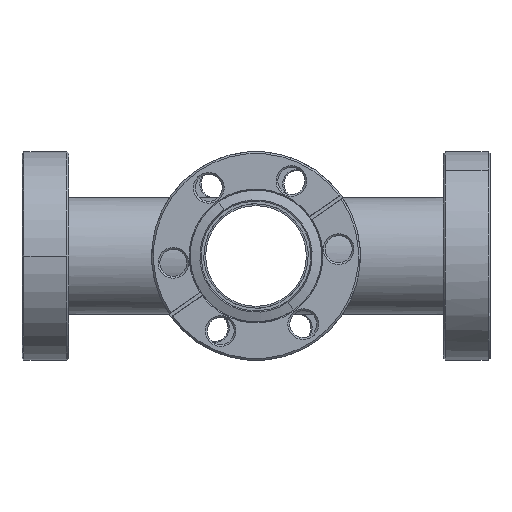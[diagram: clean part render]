
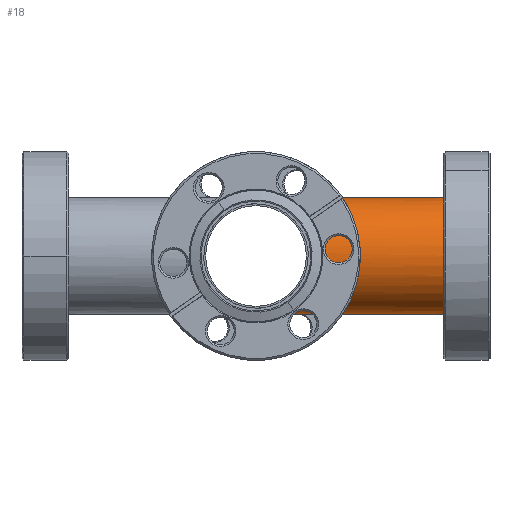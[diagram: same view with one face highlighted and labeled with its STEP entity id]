
A CAD part, left-side view. The second image highlights one B-rep face of the part: STEP entity #18.
In plain terms, the highlighted cylindrical face has radius 9.525 mm (diameter 19.05 mm), a partial arc.
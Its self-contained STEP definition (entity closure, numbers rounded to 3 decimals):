
#18 = ADVANCED_FACE ( 'NONE', ( #1926 ), #203, .T. ) ;
#25 = VECTOR ( 'NONE', #3423, 1000. ) ;
#184 = CARTESIAN_POINT ( 'NONE',  ( 0., 0., 9.525 ) ) ;
#190 = ORIENTED_EDGE ( 'NONE', *, *, #789, .T. ) ;
#202 = CARTESIAN_POINT ( 'NONE',  ( 0., 33.4, 9.525 ) ) ;
#203 = CYLINDRICAL_SURFACE ( 'NONE', #3603, 9.525 ) ;
#229 = EDGE_CURVE ( 'NONE', #2430, #3631, #2922, .T. ) ;
#554 = CARTESIAN_POINT ( 'NONE',  ( -19.05, -19.05, 9.525 ) ) ;
#789 = EDGE_CURVE ( 'NONE', #3460, #3732, #4015, .T. ) ;
#1261 = DIRECTION ( 'NONE',  ( 0., 0., -1. ) ) ;
#1278 = CARTESIAN_POINT ( 'NONE',  ( -19.05, -19.05, -9.525 ) ) ;
#1295 = CARTESIAN_POINT ( 'NONE',  ( 0., 33.4, 0. ) ) ;
#1378 = DIRECTION ( 'NONE',  ( 0., -1., 0. ) ) ;
#1417 = CARTESIAN_POINT ( 'NONE',  ( 0., -33.4, 0. ) ) ;
#1488 = CARTESIAN_POINT ( 'NONE',  ( 0., 0., -9.525 ) ) ;
#1707 = DIRECTION ( 'NONE',  ( 0., 0., 1. ) ) ;
#1711 = EDGE_CURVE ( 'NONE', #3732, #3631, #4464, .T. ) ;
#1731 =( BOUNDED_CURVE ( )  B_SPLINE_CURVE ( 3, ( #184, #554, #1278, #3822 ),
 .UNSPECIFIED., .F., .F. ) 
 B_SPLINE_CURVE_WITH_KNOTS ( ( 4, 4 ),
 ( 4.712, 7.854 ),
 .UNSPECIFIED. ) 
 CURVE ( )  GEOMETRIC_REPRESENTATION_ITEM ( )  RATIONAL_B_SPLINE_CURVE ( ( 1., 0.333, 0.333, 1. ) ) 
 REPRESENTATION_ITEM ( '' )  );
#1773 = DIRECTION ( 'NONE',  ( 0., 1., 0. ) ) ;
#1926 = FACE_OUTER_BOUND ( 'NONE', #4355, .T. ) ;
#1940 = CARTESIAN_POINT ( 'NONE',  ( 0., -33.4, 9.525 ) ) ;
#1959 = ORIENTED_EDGE ( 'NONE', *, *, #1711, .T. ) ;
#2014 = CARTESIAN_POINT ( 'NONE',  ( 0., -33.4, -9.525 ) ) ;
#2299 = AXIS2_PLACEMENT_3D ( 'NONE', #1417, #1773, #1707 ) ;
#2430 = VERTEX_POINT ( 'NONE', #2671 ) ;
#2671 = CARTESIAN_POINT ( 'NONE',  ( 0., 0., 9.525 ) ) ;
#2858 = ORIENTED_EDGE ( 'NONE', *, *, #3064, .T. ) ;
#2922 = LINE ( 'NONE', #202, #3784 ) ;
#3064 = EDGE_CURVE ( 'NONE', #2430, #3460, #1731, .T. ) ;
#3423 = DIRECTION ( 'NONE',  ( 0., -1., 0. ) ) ;
#3460 = VERTEX_POINT ( 'NONE', #1488 ) ;
#3471 = ORIENTED_EDGE ( 'NONE', *, *, #229, .F. ) ;
#3603 = AXIS2_PLACEMENT_3D ( 'NONE', #1295, #1378, #1261 ) ;
#3631 = VERTEX_POINT ( 'NONE', #1940 ) ;
#3732 = VERTEX_POINT ( 'NONE', #2014 ) ;
#3784 = VECTOR ( 'NONE', #3814, 1000. ) ;
#3814 = DIRECTION ( 'NONE',  ( 0., -1., 0. ) ) ;
#3822 = CARTESIAN_POINT ( 'NONE',  ( 0., 0., -9.525 ) ) ;
#4015 = LINE ( 'NONE', #4497, #25 ) ;
#4355 = EDGE_LOOP ( 'NONE', ( #3471, #2858, #190, #1959 ) ) ;
#4464 = CIRCLE ( 'NONE', #2299, 9.525 ) ;
#4497 = CARTESIAN_POINT ( 'NONE',  ( 0., 33.4, -9.525 ) ) ;
